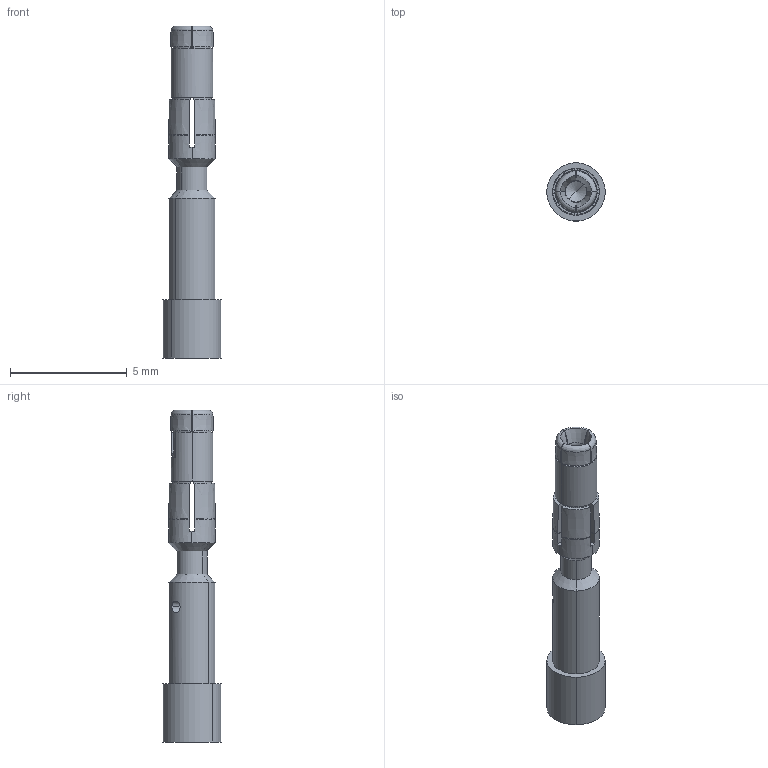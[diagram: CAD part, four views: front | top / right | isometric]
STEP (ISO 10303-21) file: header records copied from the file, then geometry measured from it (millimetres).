
FILE_DESCRIPTION((''),'2;1');
FILE_NAME('SF-10KS004_1607356','2013-10-31T',('feitelbuss'),(''),'PRO/ENGINEER BY PARAMETRIC TECHNOLOGY CORPORATION, 2012480','PRO/ENGINEER BY PARAMETRIC TECHNOLOGY CORPORATION, 2012480','');
FILE_SCHEMA(('AUTOMOTIVE_DESIGN { 1 0 10303 214 1 1 1 1 }'));
Length unit declared in the file: millimetre
Products named in the file (1): SF-10KS004_1607356
Bounding box: 2.49 x 2.49 x 14.25 mm (x, y, z)
Volume: 26.9 mm3; surface area: 165.3 mm2
Topology: 1 solids, 1 shells, 135 faces, 385 edges, 238 vertices
Faces by surface type: bspline 47, plane 40, cylinder 24, cone 20, torus 4
Entity records: 6539 total; most frequent: CARTESIAN_POINT 3313, ORIENTED_EDGE 762, DIRECTION 456, EDGE_CURVE 381, VERTEX_POINT 238, B_SPLINE_CURVE_WITH_KNOTS 170, AXIS2_PLACEMENT_3D 157, VECTOR 142
